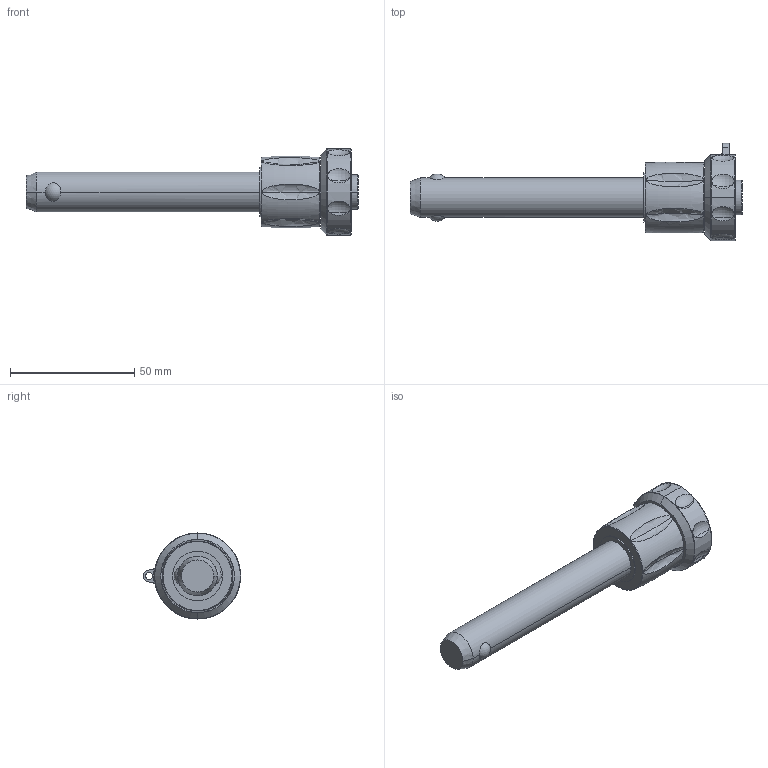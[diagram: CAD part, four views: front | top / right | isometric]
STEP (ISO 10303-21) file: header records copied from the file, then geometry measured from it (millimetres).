
FILE_DESCRIPTION(('STEP AP214'),'1');
FILE_NAME(' ',' ',('TraceParts'),('TraceParts S.A.'),'XStep 1.0',' ',' ');
FILE_SCHEMA(('automotive_design'));
Length unit declared in the file: millimetre
Products named in the file (1): 1
Bounding box: 133.5 x 39.09 x 34.6 mm (x, y, z)
Volume: 44818.1 mm3; surface area: 10829.6 mm2
Topology: 1 solids, 1 shells, 83 faces, 201 edges, 135 vertices
Faces by surface type: torus 42, cylinder 19, plane 12, cone 6, sphere 4
Entity records: 3435 total; most frequent: CARTESIAN_POINT 1488, DIRECTION 404, ORIENTED_EDGE 402, EDGE_CURVE 201, AXIS2_PLACEMENT_3D 185, VERTEX_POINT 135, CIRCLE 101, EDGE_LOOP 100
